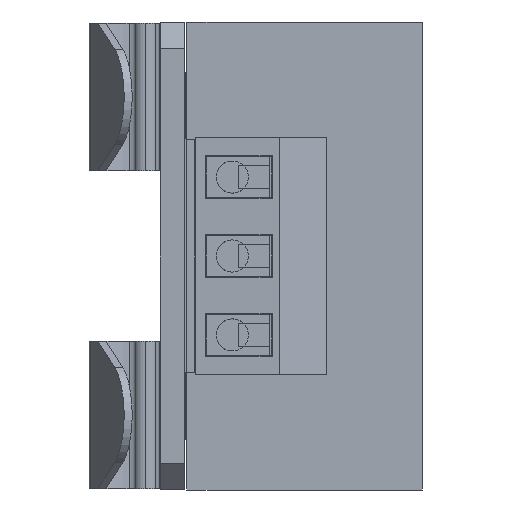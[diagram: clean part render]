
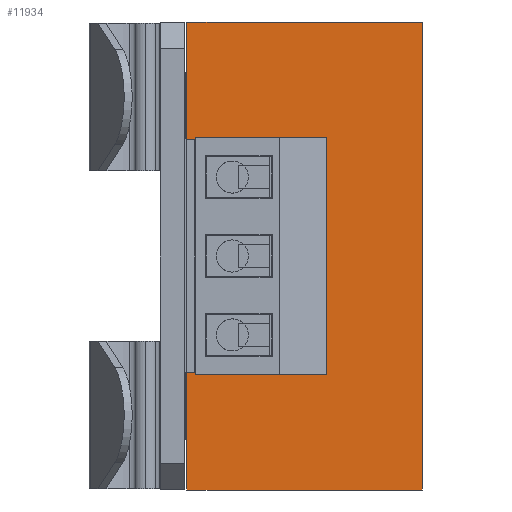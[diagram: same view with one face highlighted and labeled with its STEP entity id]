
A CAD part, left-side view. The second image highlights one B-rep face of the part: STEP entity #11934.
In plain terms, the highlighted planar face has unit normal (-1, 0, 0).
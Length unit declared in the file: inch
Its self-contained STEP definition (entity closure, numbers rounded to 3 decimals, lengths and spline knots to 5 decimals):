
#435 = EDGE_LOOP ( 'NONE', ( #31279, #19313 ) ) ;
#757 = EDGE_CURVE ( 'NONE', #5001, #8824, #16855, .T. ) ;
#815 = AXIS2_PLACEMENT_3D ( 'NONE', #31410, #4215, #4542 ) ;
#1490 = CARTESIAN_POINT ( 'NONE',  ( -1.25, -0.44, -0.875 ) ) ;
#1918 = ORIENTED_EDGE ( 'NONE', *, *, #26510, .F. ) ;
#2588 = FACE_BOUND ( 'NONE', #435, .T. ) ;
#3229 = FACE_BOUND ( 'NONE', #14583, .T. ) ;
#4061 = AXIS2_PLACEMENT_3D ( 'NONE', #7767, #10333, #7599 ) ;
#4215 = DIRECTION ( 'NONE',  ( -1., 0., 0. ) ) ;
#4305 = EDGE_CURVE ( 'NONE', #7485, #20089, #27409, .T. ) ;
#4542 = DIRECTION ( 'NONE',  ( 0., 0., 1. ) ) ;
#4820 = CARTESIAN_POINT ( 'NONE',  ( -1.25, 0.276, 0.27428 ) ) ;
#5001 = VERTEX_POINT ( 'NONE', #16720 ) ;
#6389 = LINE ( 'NONE', #18690, #26950 ) ;
#6766 = EDGE_LOOP ( 'NONE', ( #17995, #1918, #28370, #26354 ) ) ;
#6824 = CARTESIAN_POINT ( 'NONE',  ( -1.25, 0.276, -0.31628 ) ) ;
#7027 = AXIS2_PLACEMENT_3D ( 'NONE', #8286, #18340, #25158 ) ;
#7364 = AXIS2_PLACEMENT_3D ( 'NONE', #18428, #23003, #28335 ) ;
#7394 = VERTEX_POINT ( 'NONE', #11093 ) ;
#7485 = VERTEX_POINT ( 'NONE', #15843 ) ;
#7599 = DIRECTION ( 'NONE',  ( 0., 0., 1. ) ) ;
#7767 = CARTESIAN_POINT ( 'NONE',  ( -1.25, -0.44, -0.875 ) ) ;
#7906 = DIRECTION ( 'NONE',  ( -1., 0., 0. ) ) ;
#8019 = EDGE_CURVE ( 'NONE', #10717, #14548, #30509, .T. ) ;
#8286 = CARTESIAN_POINT ( 'NONE',  ( -1.25, 0.276, 0.29528 ) ) ;
#8495 = VECTOR ( 'NONE', #26021, 39.37008 ) ;
#8824 = VERTEX_POINT ( 'NONE', #4820 ) ;
#9169 = EDGE_CURVE ( 'NONE', #14548, #10717, #14078, .T. ) ;
#9635 = EDGE_CURVE ( 'NONE', #8824, #5001, #31659, .T. ) ;
#10012 = ORIENTED_EDGE ( 'NONE', *, *, #9635, .F. ) ;
#10046 = DIRECTION ( 'NONE',  ( 0., 0., 1. ) ) ;
#10333 = DIRECTION ( 'NONE',  ( -1., 0., 0. ) ) ;
#10717 = VERTEX_POINT ( 'NONE', #6824 ) ;
#10813 = ORIENTED_EDGE ( 'NONE', *, *, #4305, .F. ) ;
#11093 = CARTESIAN_POINT ( 'NONE',  ( -1.25, -0.44, 0.875 ) ) ;
#11691 = EDGE_CURVE ( 'NONE', #29347, #7394, #17544, .T. ) ;
#11926 = VECTOR ( 'NONE', #14034, 39.37008 ) ;
#11934 = ADVANCED_FACE ( 'NONE', ( #3229, #2588, #27549, #17827 ), #22547, .T. ) ;
#12825 = DIRECTION ( 'NONE',  ( 0., 0., 1. ) ) ;
#12920 = DIRECTION ( 'NONE',  ( 0., 0., 1. ) ) ;
#14007 = DIRECTION ( 'NONE',  ( 0., 0., 1. ) ) ;
#14034 = DIRECTION ( 'NONE',  ( 0., -1., 0. ) ) ;
#14078 = CIRCLE ( 'NONE', #23401, 0.021 ) ;
#14548 = VERTEX_POINT ( 'NONE', #19204 ) ;
#14573 = EDGE_CURVE ( 'NONE', #22389, #29347, #21491, .T. ) ;
#14583 = EDGE_LOOP ( 'NONE', ( #20836, #10012 ) ) ;
#15826 = CARTESIAN_POINT ( 'NONE',  ( -1.25, -0.44, 0.875 ) ) ;
#15843 = CARTESIAN_POINT ( 'NONE',  ( -1.25, 0.276, 0.021 ) ) ;
#16720 = CARTESIAN_POINT ( 'NONE',  ( -1.25, 0.276, 0.31628 ) ) ;
#16855 = CIRCLE ( 'NONE', #7027, 0.021 ) ;
#17544 = LINE ( 'NONE', #30174, #26853 ) ;
#17827 = FACE_OUTER_BOUND ( 'NONE', #6766, .T. ) ;
#17995 = ORIENTED_EDGE ( 'NONE', *, *, #32005, .F. ) ;
#18340 = DIRECTION ( 'NONE',  ( -1., 0., 0. ) ) ;
#18428 = CARTESIAN_POINT ( 'NONE',  ( -1.25, 0.276, 0.29528 ) ) ;
#18527 = LINE ( 'NONE', #15826, #8495 ) ;
#18690 = CARTESIAN_POINT ( 'NONE',  ( -1.25, 0.44, -0.875 ) ) ;
#19204 = CARTESIAN_POINT ( 'NONE',  ( -1.25, 0.276, -0.27428 ) ) ;
#19313 = ORIENTED_EDGE ( 'NONE', *, *, #8019, .F. ) ;
#20089 = VERTEX_POINT ( 'NONE', #29225 ) ;
#20523 = DIRECTION ( 'NONE',  ( 0., 0., 1. ) ) ;
#20836 = ORIENTED_EDGE ( 'NONE', *, *, #757, .F. ) ;
#21016 = DIRECTION ( 'NONE',  ( -1., 0., 0. ) ) ;
#21219 = CARTESIAN_POINT ( 'NONE',  ( -1.25, 0.44, -0.875 ) ) ;
#21336 = CARTESIAN_POINT ( 'NONE',  ( -1.25, -0.44, -0.875 ) ) ;
#21491 = LINE ( 'NONE', #21336, #11926 ) ;
#22000 = EDGE_CURVE ( 'NONE', #20089, #7485, #24600, .T. ) ;
#22389 = VERTEX_POINT ( 'NONE', #21219 ) ;
#22547 = PLANE ( 'NONE',  #4061 ) ;
#22724 = DIRECTION ( 'NONE',  ( -1., 0., 0. ) ) ;
#23003 = DIRECTION ( 'NONE',  ( -1., 0., 0. ) ) ;
#23274 = AXIS2_PLACEMENT_3D ( 'NONE', #25385, #21016, #20523 ) ;
#23401 = AXIS2_PLACEMENT_3D ( 'NONE', #25632, #22724, #10046 ) ;
#24600 = CIRCLE ( 'NONE', #815, 0.021 ) ;
#24678 = VERTEX_POINT ( 'NONE', #31317 ) ;
#24740 = EDGE_LOOP ( 'NONE', ( #10813, #25526 ) ) ;
#25158 = DIRECTION ( 'NONE',  ( 0., 0., 1. ) ) ;
#25254 = CARTESIAN_POINT ( 'NONE',  ( -1.25, 0.276, 0. ) ) ;
#25385 = CARTESIAN_POINT ( 'NONE',  ( -1.25, 0.276, -0.29528 ) ) ;
#25526 = ORIENTED_EDGE ( 'NONE', *, *, #22000, .F. ) ;
#25632 = CARTESIAN_POINT ( 'NONE',  ( -1.25, 0.276, -0.29528 ) ) ;
#26021 = DIRECTION ( 'NONE',  ( 0., -1., 0. ) ) ;
#26354 = ORIENTED_EDGE ( 'NONE', *, *, #11691, .T. ) ;
#26510 = EDGE_CURVE ( 'NONE', #22389, #24678, #6389, .T. ) ;
#26853 = VECTOR ( 'NONE', #12825, 39.37008 ) ;
#26950 = VECTOR ( 'NONE', #14007, 39.37008 ) ;
#27409 = CIRCLE ( 'NONE', #28981, 0.021 ) ;
#27549 = FACE_BOUND ( 'NONE', #24740, .T. ) ;
#28335 = DIRECTION ( 'NONE',  ( 0., 0., 1. ) ) ;
#28370 = ORIENTED_EDGE ( 'NONE', *, *, #14573, .T. ) ;
#28981 = AXIS2_PLACEMENT_3D ( 'NONE', #25254, #7906, #12920 ) ;
#29225 = CARTESIAN_POINT ( 'NONE',  ( -1.25, 0.276, -0.021 ) ) ;
#29347 = VERTEX_POINT ( 'NONE', #1490 ) ;
#30174 = CARTESIAN_POINT ( 'NONE',  ( -1.25, -0.44, -0.875 ) ) ;
#30509 = CIRCLE ( 'NONE', #23274, 0.021 ) ;
#31279 = ORIENTED_EDGE ( 'NONE', *, *, #9169, .F. ) ;
#31317 = CARTESIAN_POINT ( 'NONE',  ( -1.25, 0.44, 0.875 ) ) ;
#31410 = CARTESIAN_POINT ( 'NONE',  ( -1.25, 0.276, 0. ) ) ;
#31659 = CIRCLE ( 'NONE', #7364, 0.021 ) ;
#32005 = EDGE_CURVE ( 'NONE', #24678, #7394, #18527, .T. ) ;
